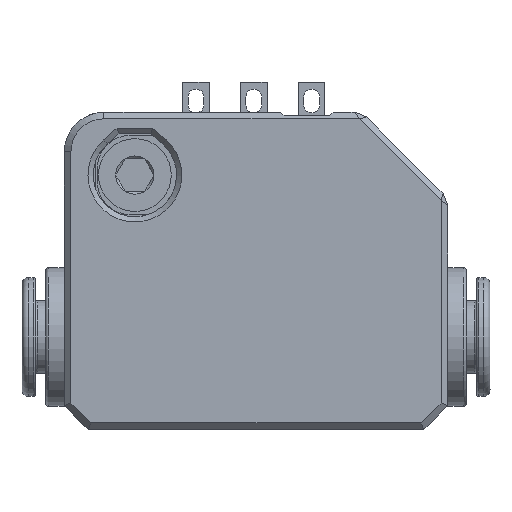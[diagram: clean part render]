
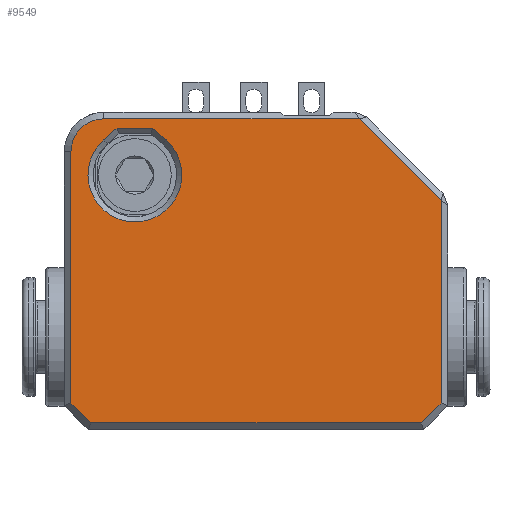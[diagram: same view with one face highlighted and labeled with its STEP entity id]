
A CAD part, left-side view. The second image highlights one B-rep face of the part: STEP entity #9549.
In plain terms, the highlighted face is planar.
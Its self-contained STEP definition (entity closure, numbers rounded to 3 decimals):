
#675=LINE('',#16000,#1528);
#678=LINE('',#16010,#1531);
#681=LINE('',#16015,#1534);
#689=LINE('',#16038,#1542);
#690=LINE('',#16040,#1543);
#691=LINE('',#16042,#1544);
#692=LINE('',#16044,#1545);
#693=LINE('',#16048,#1546);
#694=LINE('',#16050,#1547);
#695=LINE('',#16051,#1548);
#1528=VECTOR('',#12697,10.);
#1531=VECTOR('',#12708,10.);
#1534=VECTOR('',#12713,10.);
#1542=VECTOR('',#12733,10.);
#1543=VECTOR('',#12734,10.);
#1544=VECTOR('',#12735,10.);
#1545=VECTOR('',#12736,10.);
#1546=VECTOR('',#12739,10.);
#1547=VECTOR('',#12740,10.);
#1548=VECTOR('',#12741,10.);
#2122=FACE_BOUND('',#3415,.T.);
#2310=PLANE('',#10539);
#2824=FACE_OUTER_BOUND('',#3414,.T.);
#3414=EDGE_LOOP('',(#8175,#8176,#8177,#8178,#8179,#8180,#8181,#8182));
#3415=EDGE_LOOP('',(#8183,#8184,#8185,#8186));
#3983=CIRCLE('',#10531,3.55);
#3987=CIRCLE('',#10540,2.5);
#4635=VERTEX_POINT('',#15997);
#4636=VERTEX_POINT('',#15999);
#4638=VERTEX_POINT('',#16005);
#4639=VERTEX_POINT('',#16009);
#4648=VERTEX_POINT('',#16036);
#4649=VERTEX_POINT('',#16037);
#4650=VERTEX_POINT('',#16039);
#4651=VERTEX_POINT('',#16041);
#4652=VERTEX_POINT('',#16043);
#4653=VERTEX_POINT('',#16045);
#4654=VERTEX_POINT('',#16047);
#4655=VERTEX_POINT('',#16049);
#5848=EDGE_CURVE('',#4635,#4636,#675,.T.);
#5852=EDGE_CURVE('',#4638,#4635,#3983,.T.);
#5853=EDGE_CURVE('',#4639,#4638,#678,.T.);
#5856=EDGE_CURVE('',#4636,#4639,#681,.T.);
#5867=EDGE_CURVE('',#4648,#4649,#689,.T.);
#5868=EDGE_CURVE('',#4650,#4648,#690,.T.);
#5869=EDGE_CURVE('',#4651,#4650,#691,.T.);
#5870=EDGE_CURVE('',#4652,#4651,#692,.T.);
#5871=EDGE_CURVE('',#4653,#4652,#3987,.T.);
#5872=EDGE_CURVE('',#4654,#4653,#693,.T.);
#5873=EDGE_CURVE('',#4655,#4654,#694,.T.);
#5874=EDGE_CURVE('',#4649,#4655,#695,.T.);
#8175=ORIENTED_EDGE('',*,*,#5867,.F.);
#8176=ORIENTED_EDGE('',*,*,#5868,.F.);
#8177=ORIENTED_EDGE('',*,*,#5869,.F.);
#8178=ORIENTED_EDGE('',*,*,#5870,.F.);
#8179=ORIENTED_EDGE('',*,*,#5871,.F.);
#8180=ORIENTED_EDGE('',*,*,#5872,.F.);
#8181=ORIENTED_EDGE('',*,*,#5873,.F.);
#8182=ORIENTED_EDGE('',*,*,#5874,.F.);
#8183=ORIENTED_EDGE('',*,*,#5848,.F.);
#8184=ORIENTED_EDGE('',*,*,#5852,.F.);
#8185=ORIENTED_EDGE('',*,*,#5853,.F.);
#8186=ORIENTED_EDGE('',*,*,#5856,.F.);
#9549=ADVANCED_FACE('',(#2824,#2122),#2310,.T.);
#10531=AXIS2_PLACEMENT_3D('',#16007,#12704,#12705);
#10539=AXIS2_PLACEMENT_3D('',#16035,#12731,#12732);
#10540=AXIS2_PLACEMENT_3D('',#16046,#12737,#12738);
#12697=DIRECTION('',(-0.665,0.747,0.));
#12704=DIRECTION('center_axis',(0.,0.,-1.));
#12705=DIRECTION('ref_axis',(1.,0.,0.));
#12708=DIRECTION('',(0.665,0.747,0.));
#12713=DIRECTION('',(0.,1.,0.));
#12731=DIRECTION('center_axis',(0.,0.,-1.));
#12732=DIRECTION('ref_axis',(-1.,0.,0.));
#12733=DIRECTION('',(0.707,0.707,0.));
#12734=DIRECTION('',(1.,0.,0.));
#12735=DIRECTION('',(0.707,-0.707,0.));
#12736=DIRECTION('',(0.,-1.,0.));
#12737=DIRECTION('center_axis',(0.,0.,1.));
#12738=DIRECTION('ref_axis',(-0.707,0.707,0.));
#12739=DIRECTION('',(-1.,0.,0.));
#12740=DIRECTION('',(-0.707,0.707,0.));
#12741=DIRECTION('',(0.,1.,0.));
#15997=CARTESIAN_POINT('',(-1.9,14.649,-5.5));
#15999=CARTESIAN_POINT('',(-2.8,15.659,-5.5));
#16000=CARTESIAN_POINT('',(2.52,9.69,-5.5));
#16005=CARTESIAN_POINT('',(-1.9,19.373,-5.5));
#16007=CARTESIAN_POINT('Origin',(0.75,17.011,-5.5));
#16009=CARTESIAN_POINT('',(-2.8,18.364,-5.5));
#16010=CARTESIAN_POINT('',(-2.625,18.56,-5.5));
#16015=CARTESIAN_POINT('',(-2.8,12.031,-5.5));
#16035=CARTESIAN_POINT('Origin',(10.,5.85,-5.5));
#16036=CARTESIAN_POINT('',(17.993,-6.15,-5.5));
#16037=CARTESIAN_POINT('',(19.5,-4.643,-5.5));
#16038=CARTESIAN_POINT('',(19.371,-4.771,-5.5));
#16039=CARTESIAN_POINT('',(2.707,-6.15,-5.5));
#16040=CARTESIAN_POINT('',(5.,-6.15,-5.5));
#16041=CARTESIAN_POINT('',(-3.5,0.057,-5.5));
#16042=CARTESIAN_POINT('',(-0.021,-3.421,-5.5));
#16043=CARTESIAN_POINT('',(-3.5,19.35,-5.5));
#16044=CARTESIAN_POINT('',(-3.5,12.1,-5.5));
#16045=CARTESIAN_POINT('',(-1.,21.85,-5.5));
#16046=CARTESIAN_POINT('Origin',(-1.,19.35,-5.5));
#16047=CARTESIAN_POINT('',(17.993,21.85,-5.5));
#16048=CARTESIAN_POINT('',(15.,21.85,-5.5));
#16049=CARTESIAN_POINT('',(19.5,20.343,-5.5));
#16050=CARTESIAN_POINT('',(20.371,19.471,-5.5));
#16051=CARTESIAN_POINT('',(19.5,-0.4,-5.5));
